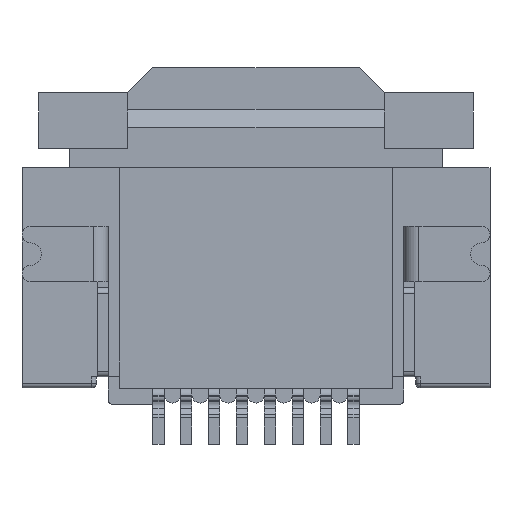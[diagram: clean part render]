
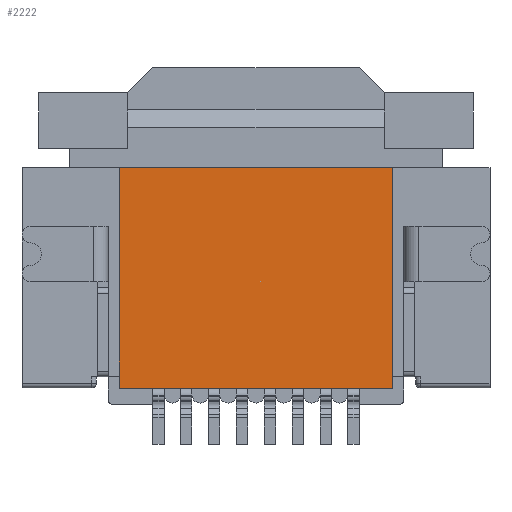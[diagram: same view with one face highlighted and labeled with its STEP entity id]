
A CAD part, front view. The second image highlights one B-rep face of the part: STEP entity #2222.
In plain terms, the highlighted planar face has unit normal (0, -1, 0).
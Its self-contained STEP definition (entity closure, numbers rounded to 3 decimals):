
#187 = CARTESIAN_POINT ( 'NONE',  ( 2.45, 0.05, 1.55 ) ) ;
#468 = VERTEX_POINT ( 'NONE', #11706 ) ;
#834 = EDGE_CURVE ( 'NONE', #7559, #468, #4171, .T. ) ;
#1683 = VECTOR ( 'NONE', #10918, 1000. ) ;
#2146 = ORIENTED_EDGE ( 'NONE', *, *, #834, .T. ) ;
#2222 = ADVANCED_FACE ( 'NONE', ( #8584 ), #3585, .T. ) ;
#2300 = VECTOR ( 'NONE', #10632, 1000. ) ;
#2546 = CARTESIAN_POINT ( 'NONE',  ( 2.45, 0.05, -2.405 ) ) ;
#3506 = AXIS2_PLACEMENT_3D ( 'NONE', #12693, #6223, #13802 ) ;
#3585 = PLANE ( 'NONE',  #3506 ) ;
#3974 = VERTEX_POINT ( 'NONE', #2546 ) ;
#4171 = LINE ( 'NONE', #5445, #2300 ) ;
#5114 = DIRECTION ( 'NONE',  ( -1., 0., 0. ) ) ;
#5249 = VERTEX_POINT ( 'NONE', #187 ) ;
#5445 = CARTESIAN_POINT ( 'NONE',  ( -2.45, 0.05, 1.55 ) ) ;
#6147 = VECTOR ( 'NONE', #5114, 1000. ) ;
#6223 = DIRECTION ( 'NONE',  ( 0., -1., 0. ) ) ;
#6391 = LINE ( 'NONE', #16767, #6147 ) ;
#6999 = LINE ( 'NONE', #8272, #1683 ) ;
#7323 = CARTESIAN_POINT ( 'NONE',  ( 2.45, 0.05, 1.55 ) ) ;
#7403 = ORIENTED_EDGE ( 'NONE', *, *, #11328, .T. ) ;
#7559 = VERTEX_POINT ( 'NONE', #10633 ) ;
#8272 = CARTESIAN_POINT ( 'NONE',  ( -2.45, 0.05, -2.405 ) ) ;
#8584 = FACE_OUTER_BOUND ( 'NONE', #15512, .T. ) ;
#8771 = EDGE_CURVE ( 'NONE', #5249, #7559, #6391, .T. ) ;
#10042 = LINE ( 'NONE', #7323, #12324 ) ;
#10632 = DIRECTION ( 'NONE',  ( 0., 0., -1. ) ) ;
#10633 = CARTESIAN_POINT ( 'NONE',  ( -2.45, 0.05, 1.55 ) ) ;
#10918 = DIRECTION ( 'NONE',  ( 1., 0., 0. ) ) ;
#11230 = ORIENTED_EDGE ( 'NONE', *, *, #8771, .T. ) ;
#11328 = EDGE_CURVE ( 'NONE', #468, #3974, #6999, .T. ) ;
#11528 = EDGE_CURVE ( 'NONE', #5249, #3974, #10042, .T. ) ;
#11706 = CARTESIAN_POINT ( 'NONE',  ( -2.45, 0.05, -2.405 ) ) ;
#12324 = VECTOR ( 'NONE', #12536, 1000. ) ;
#12536 = DIRECTION ( 'NONE',  ( 0., 0., -1. ) ) ;
#12693 = CARTESIAN_POINT ( 'NONE',  ( 8., 0.05, 0. ) ) ;
#13414 = ORIENTED_EDGE ( 'NONE', *, *, #11528, .F. ) ;
#13802 = DIRECTION ( 'NONE',  ( 0., 0., -1. ) ) ;
#15512 = EDGE_LOOP ( 'NONE', ( #11230, #2146, #7403, #13414 ) ) ;
#16767 = CARTESIAN_POINT ( 'NONE',  ( -2.45, 0.05, 1.55 ) ) ;
